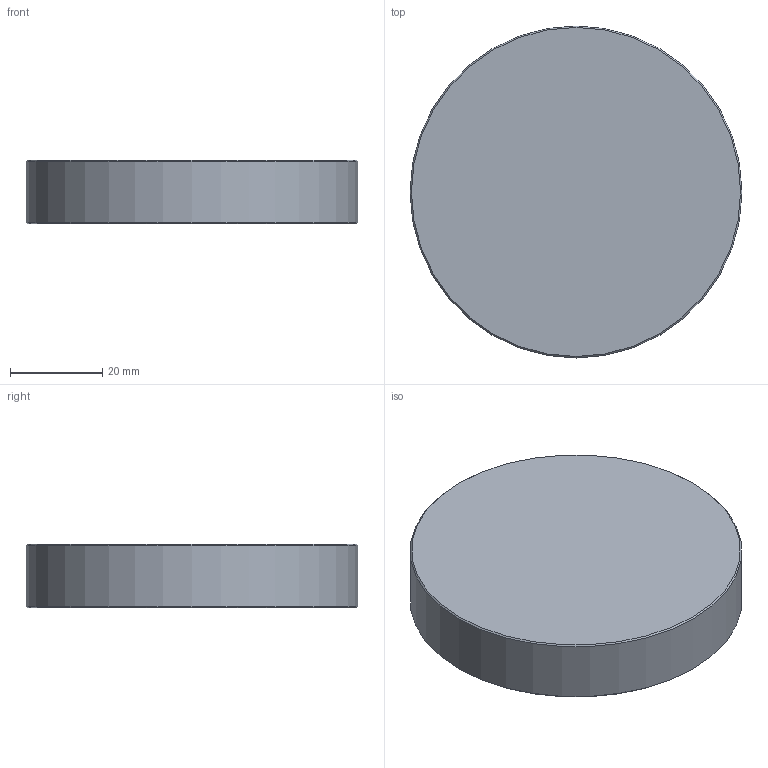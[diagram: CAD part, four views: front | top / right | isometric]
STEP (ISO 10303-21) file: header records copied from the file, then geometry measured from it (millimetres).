
FILE_DESCRIPTION(('FreeCAD Model'),'2;1');
FILE_NAME('Open CASCADE Shape Model','2025-07-15T00:05:24',(''),(''), 'Open CASCADE STEP processor 7.8','FreeCAD','Unknown');
FILE_SCHEMA(('AUTOMOTIVE_DESIGN { 1 0 10303 214 1 1 1 1 }'));
Length unit declared in the file: millimetre
Products named in the file (1): lid
Bounding box: 72 x 72 x 13.85 mm (x, y, z)
Volume: 21794.3 mm3; surface area: 14056.8 mm2
Topology: 1 solids, 1 shells, 24 faces, 56 edges, 35 vertices
Faces by surface type: bspline 12, cylinder 6, plane 4, cone 2
Full cylindrical faces by diameter (mm): 66.2 x4, 72 x1
Entity records: 3903 total; most frequent: CARTESIAN_POINT 2925, ORIENTED_EDGE 112, PCURVE 112, DEFINITIONAL_REPRESENTATION 112, DIRECTION 110, B_SPLINE_CURVE_WITH_KNOTS 90, LINE 68, VECTOR 68
